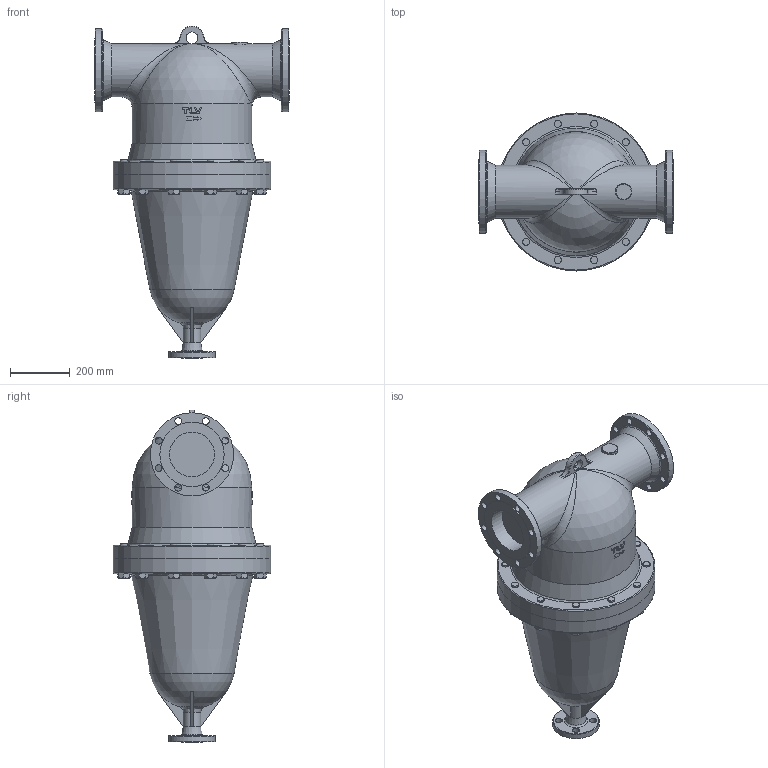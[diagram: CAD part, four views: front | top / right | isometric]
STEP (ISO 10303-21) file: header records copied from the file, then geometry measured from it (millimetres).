
FILE_DESCRIPTION((''),'2;1');
FILE_NAME('dc3a0-150-a0150-00.stp','2010-06-25T11:53:16',('nakaot'),(''),'Autodesk Inventor 2008','Autodesk Inventor 2008','');
FILE_SCHEMA(('AUTOMOTIVE_DESIGN { 1 0 10303 214 1 1 1 1 }'));
Length unit declared in the file: millimetre
Products named in the file (1): dc3a0-150-a0150-00
Bounding box: 651 x 530 x 1113.86 mm (x, y, z)
Volume: 109401596.7 mm3; surface area: 2279422.1 mm2
Topology: 2 solids, 2 shells, 422 faces, 1007 edges, 636 vertices
Faces by surface type: plane 175, bspline 98, cone 78, cylinder 58, torus 10, sphere 3
Full cylindrical faces by diameter (mm): 23 x8, 24 x24, 40 x1, 55 x1, 150 x1, 156 x1, 178 x2, 200 x1, 215.9 x1, 279 x1, 402 x1, 530 x2
Entity records: 26558 total; most frequent: CARTESIAN_POINT 18035, ORIENTED_EDGE 1752, DIRECTION 1546, EDGE_CURVE 876, EDGE_LOOP 633, AXIS2_PLACEMENT_3D 628, VERTEX_POINT 599, FACE_OUTER_BOUND 422
